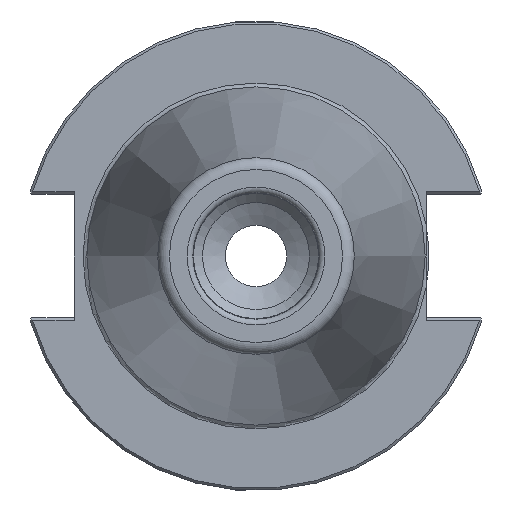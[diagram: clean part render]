
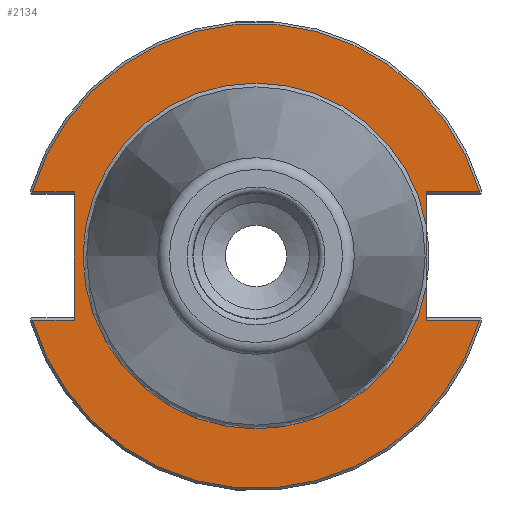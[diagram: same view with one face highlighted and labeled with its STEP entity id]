
A CAD part, left-side view. The second image highlights one B-rep face of the part: STEP entity #2134.
In plain terms, the highlighted planar face has unit normal (-1, 0, 0).
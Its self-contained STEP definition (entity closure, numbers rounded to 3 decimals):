
#90=PLANE('',#2323);
#173=LINE('',#3451,#280);
#181=LINE('',#3493,#288);
#182=LINE('',#3498,#289);
#183=LINE('',#3500,#290);
#184=LINE('',#3501,#291);
#185=LINE('',#3503,#292);
#186=LINE('',#3508,#293);
#280=VECTOR('',#2706,10.);
#288=VECTOR('',#2728,10.);
#289=VECTOR('',#2733,10.);
#290=VECTOR('',#2734,10.);
#291=VECTOR('',#2735,10.);
#292=VECTOR('',#2736,10.);
#293=VECTOR('',#2741,10.);
#416=FACE_OUTER_BOUND('',#534,.T.);
#534=EDGE_LOOP('',(#1568,#1569,#1570,#1571,#1572,#1573,#1574,#1575,#1576,
#1577,#1578));
#688=CIRCLE('',#2321,48.25);
#689=CIRCLE('',#2324,48.25);
#690=CIRCLE('',#2325,35.9);
#691=CIRCLE('',#2326,35.9);
#879=VERTEX_POINT('',#3446);
#880=VERTEX_POINT('',#3450);
#888=VERTEX_POINT('',#3475);
#889=VERTEX_POINT('',#3479);
#892=VERTEX_POINT('',#3491);
#893=VERTEX_POINT('',#3495);
#894=VERTEX_POINT('',#3497);
#895=VERTEX_POINT('',#3499);
#896=VERTEX_POINT('',#3502);
#897=VERTEX_POINT('',#3504);
#898=VERTEX_POINT('',#3506);
#1140=EDGE_CURVE('',#879,#880,#173,.T.);
#1151=EDGE_CURVE('',#888,#889,#688,.T.);
#1156=EDGE_CURVE('',#892,#888,#181,.T.);
#1157=EDGE_CURVE('',#893,#879,#689,.T.);
#1158=EDGE_CURVE('',#894,#893,#182,.T.);
#1159=EDGE_CURVE('',#894,#895,#183,.T.);
#1160=EDGE_CURVE('',#889,#895,#184,.T.);
#1161=EDGE_CURVE('',#892,#896,#185,.T.);
#1162=EDGE_CURVE('',#896,#897,#690,.T.);
#1163=EDGE_CURVE('',#897,#898,#691,.T.);
#1164=EDGE_CURVE('',#898,#880,#186,.T.);
#1568=ORIENTED_EDGE('',*,*,#1140,.F.);
#1569=ORIENTED_EDGE('',*,*,#1157,.F.);
#1570=ORIENTED_EDGE('',*,*,#1158,.F.);
#1571=ORIENTED_EDGE('',*,*,#1159,.T.);
#1572=ORIENTED_EDGE('',*,*,#1160,.F.);
#1573=ORIENTED_EDGE('',*,*,#1151,.F.);
#1574=ORIENTED_EDGE('',*,*,#1156,.F.);
#1575=ORIENTED_EDGE('',*,*,#1161,.T.);
#1576=ORIENTED_EDGE('',*,*,#1162,.T.);
#1577=ORIENTED_EDGE('',*,*,#1163,.T.);
#1578=ORIENTED_EDGE('',*,*,#1164,.T.);
#2134=ADVANCED_FACE('',(#416),#90,.T.);
#2321=AXIS2_PLACEMENT_3D('',#3480,#2722,#2723);
#2323=AXIS2_PLACEMENT_3D('',#3494,#2729,#2730);
#2324=AXIS2_PLACEMENT_3D('',#3496,#2731,#2732);
#2325=AXIS2_PLACEMENT_3D('',#3505,#2737,#2738);
#2326=AXIS2_PLACEMENT_3D('',#3507,#2739,#2740);
#2706=DIRECTION('',(0.,1.,0.));
#2722=DIRECTION('center_axis',(1.,0.,0.));
#2723=DIRECTION('ref_axis',(0.,0.,-1.));
#2728=DIRECTION('',(0.,-1.,0.));
#2729=DIRECTION('center_axis',(-1.,0.,0.));
#2730=DIRECTION('ref_axis',(0.,0.,1.));
#2731=DIRECTION('center_axis',(1.,0.,0.));
#2732=DIRECTION('ref_axis',(0.,0.,-1.));
#2733=DIRECTION('',(0.,1.,0.));
#2734=DIRECTION('',(0.,0.,-1.));
#2735=DIRECTION('',(0.,-1.,0.));
#2736=DIRECTION('',(0.,0.,1.));
#2737=DIRECTION('center_axis',(1.,0.,0.));
#2738=DIRECTION('ref_axis',(0.,0.,-1.));
#2739=DIRECTION('center_axis',(1.,0.,0.));
#2740=DIRECTION('ref_axis',(0.,0.,-1.));
#2741=DIRECTION('',(0.,0.,1.));
#3446=CARTESIAN_POINT('',(3.175,-46.373,13.325));
#3450=CARTESIAN_POINT('',(3.175,-35.3,13.325));
#3451=CARTESIAN_POINT('',(3.175,6.475,13.325));
#3475=CARTESIAN_POINT('',(3.175,-46.373,-13.325));
#3479=CARTESIAN_POINT('',(3.175,46.373,-13.325));
#3480=CARTESIAN_POINT('Origin',(3.175,0.,
0.));
#3491=CARTESIAN_POINT('',(3.175,-35.3,-13.325));
#3493=CARTESIAN_POINT('',(3.175,-13.707,-13.325));
#3494=CARTESIAN_POINT('Origin',(3.175,48.25,0.));
#3495=CARTESIAN_POINT('',(3.175,46.373,13.325));
#3496=CARTESIAN_POINT('Origin',(3.175,0.,
0.));
#3497=CARTESIAN_POINT('',(3.175,37.7,13.325));
#3498=CARTESIAN_POINT('',(3.175,61.395,13.325));
#3499=CARTESIAN_POINT('',(3.175,37.7,-13.325));
#3500=CARTESIAN_POINT('',(3.175,37.7,6.413));
#3501=CARTESIAN_POINT('',(3.175,42.975,-13.325));
#3502=CARTESIAN_POINT('',(3.175,-35.3,-6.536));
#3503=CARTESIAN_POINT('',(3.175,-35.3,-6.413));
#3504=CARTESIAN_POINT('',(3.175,0.,35.9));
#3505=CARTESIAN_POINT('Origin',(3.175,0.,
0.));
#3506=CARTESIAN_POINT('',(3.175,-35.3,6.536));
#3507=CARTESIAN_POINT('Origin',(3.175,0.,
0.));
#3508=CARTESIAN_POINT('',(3.175,-35.3,-6.413));
